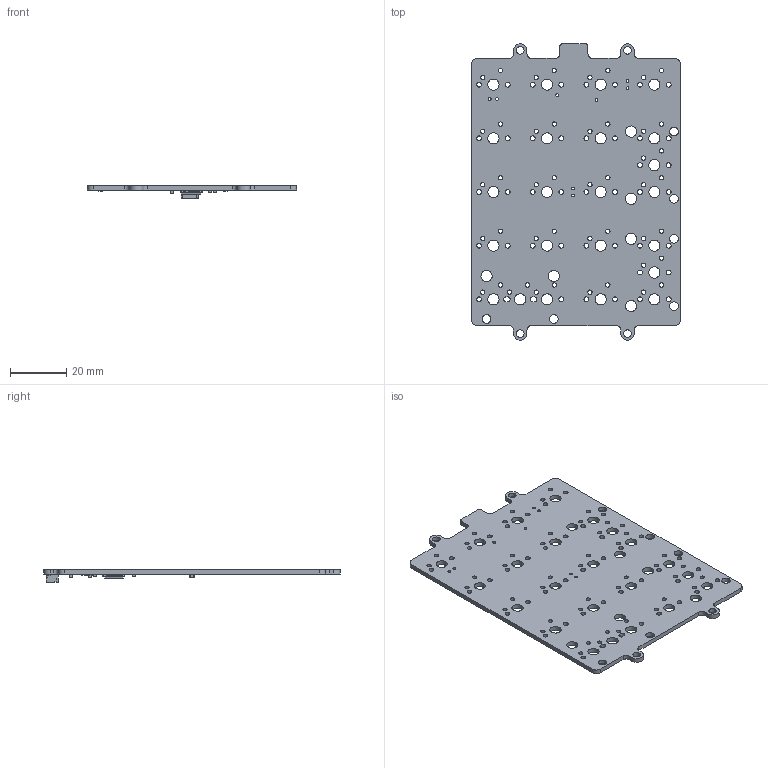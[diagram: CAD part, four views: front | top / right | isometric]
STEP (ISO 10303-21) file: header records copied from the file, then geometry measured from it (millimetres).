
FILE_DESCRIPTION(('KiCad electronic assembly'),'2;1');
FILE_NAME('mx-unsaver-numpad.step','2025-12-05T21:32:29',('Pcbnew'),( 'Kicad'),'Open CASCADE STEP processor 7.7','KiCad to STEP converter' ,'Unknown');
FILE_SCHEMA(('AUTOMOTIVE_DESIGN { 1 0 10303 214 1 1 1 1 }'));
Length unit declared in the file: millimetre
Products named in the file (12): mx-unsaver-numpad 1; R_0805_2012Metric; C_0805_2012Metric; C_0603_1608Metric; LQFP-48_7x7mm_P0.5mm; LQFP_48_7x7mm_P05mm; SM04B-SRSS-TB; SM04B-SRSS; mx-unsaver-numpad_PCB
Assembly tree (19 placements, depth 3):
  mx-unsaver-numpad 1
    R_0805_2012Metric  x2
      R_0805_2012Metric
    C_0805_2012Metric  x3
      C_0805_2012Metric
    C_0603_1608Metric  x6
      C_0603_1608Metric
    LQFP-48_7x7mm_P0.5mm
      LQFP_48_7x7mm_P05mm
    SM04B-SRSS-TB
      SM04B-SRSS
    mx-unsaver-numpad_PCB
Bounding box: 74.26 x 105.35 x 4.61 mm (x, y, z)
Volume: 10630.9 mm3; surface area: 15659.8 mm2
Topology: 14 solids, 14 shells, 1342 faces, 3636 edges, 2346 vertices
Faces by surface type: plane 786, cylinder 476, bspline 80
Full cylindrical faces by diameter (mm): 0.5 x1, 1 x6, 1.04 x2, 1.524 x46, 1.702 x42, 2.7 x4, 3.048 x6, 3.988 x29
Entity records: 45388 total; most frequent: CARTESIAN_POINT 9374, ORIENTED_EDGE 6128, DIRECTION 5896, EDGE_CURVE 3064, LINE 2240, VECTOR 2240, VERTEX_POINT 1966, AXIS2_PLACEMENT_3D 1828
